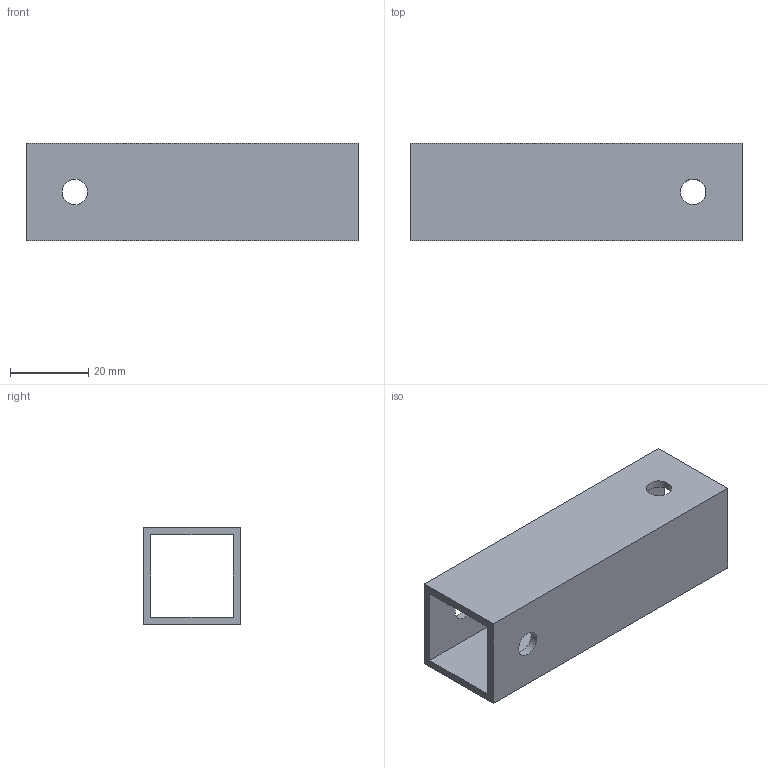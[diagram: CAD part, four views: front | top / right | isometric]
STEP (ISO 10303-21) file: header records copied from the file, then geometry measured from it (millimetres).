
FILE_DESCRIPTION(('FreeCAD Model'),'2;1');
FILE_NAME('Open CASCADE Shape Model','2025-09-13T16:25:25',(''),(''), 'Open CASCADE STEP processor 7.6','FreeCAD','Unknown');
FILE_SCHEMA(('AUTOMOTIVE_DESIGN { 1 0 10303 214 1 1 1 1 }'));
Length unit declared in the file: millimetre
Products named in the file (1): M101
Bounding box: 85 x 25 x 25 mm (x, y, z)
Volume: 15340.6 mm3; surface area: 15951.4 mm2
Topology: 1 solids, 1 shells, 91 faces, 249 edges, 166 vertices
Faces by surface type: plane 51, extrusion 36, cylinder 4
Full cylindrical faces by diameter (mm): 6.5 x4
Entity records: 2933 total; most frequent: CARTESIAN_POINT 723, ORIENTED_EDGE 498, DIRECTION 333, EDGE_CURVE 249, VECTOR 205, LINE 169, VERTEX_POINT 166, B_SPLINE_CURVE_WITH_KNOTS 108
